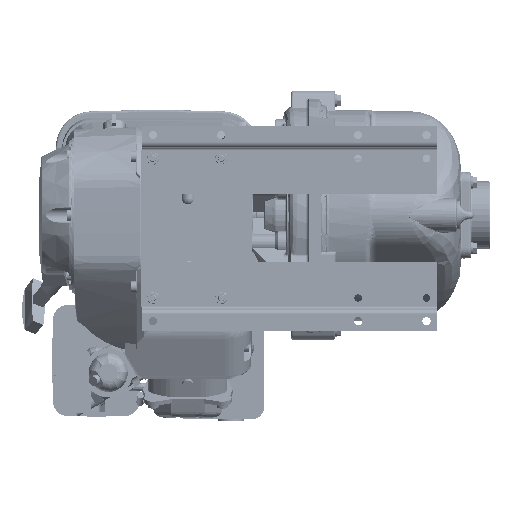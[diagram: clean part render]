
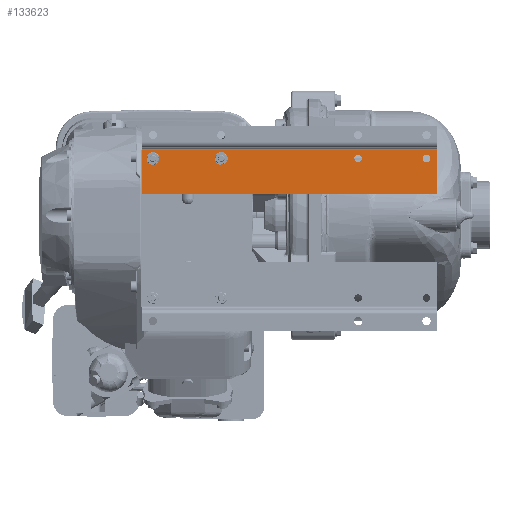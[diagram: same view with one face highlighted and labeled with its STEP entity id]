
A CAD part, front view. The second image highlights one B-rep face of the part: STEP entity #133623.
In plain terms, the highlighted planar face has unit normal (0, -1, 0).
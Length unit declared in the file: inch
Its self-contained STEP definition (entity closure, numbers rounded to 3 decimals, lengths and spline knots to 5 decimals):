
#133182=CARTESIAN_POINT('',(1.67188,0.875,-13.0));
#133183=VERTEX_POINT('',#133182);
#133184=CARTESIAN_POINT('',(1.5,0.875,-13.0));
#133185=DIRECTION('',(0.0,1.0,0.0));
#133186=DIRECTION('',(-1.0,0.0,0.0));
#133187=AXIS2_PLACEMENT_3D('',#133184,#133185,#133186);
#133188=CIRCLE('',#133187,0.17188);
#133189=EDGE_CURVE('',#133183,#133183,#133188,.T.);
#133210=CARTESIAN_POINT('',(1.67188,0.875,-9.875));
#133211=VERTEX_POINT('',#133210);
#133212=CARTESIAN_POINT('',(1.5,0.875,-9.875));
#133213=DIRECTION('',(0.0,1.0,0.0));
#133214=DIRECTION('',(-1.0,0.0,0.0));
#133215=AXIS2_PLACEMENT_3D('',#133212,#133213,#133214);
#133216=CIRCLE('',#133215,0.17188);
#133217=EDGE_CURVE('',#133211,#133211,#133216,.T.);
#133238=CARTESIAN_POINT('',(1.67188,0.875,-3.625));
#133239=VERTEX_POINT('',#133238);
#133240=CARTESIAN_POINT('',(1.5,0.875,-3.625));
#133241=DIRECTION('',(0.0,1.0,0.0));
#133242=DIRECTION('',(-1.0,0.0,0.0));
#133243=AXIS2_PLACEMENT_3D('',#133240,#133241,#133242);
#133244=CIRCLE('',#133243,0.17188);
#133245=EDGE_CURVE('',#133239,#133239,#133244,.T.);
#133266=CARTESIAN_POINT('',(1.67188,0.875,-0.5));
#133267=VERTEX_POINT('',#133266);
#133268=CARTESIAN_POINT('',(1.5,0.875,-0.5));
#133269=DIRECTION('',(0.0,1.0,0.0));
#133270=DIRECTION('',(-1.0,0.0,0.0));
#133271=AXIS2_PLACEMENT_3D('',#133268,#133269,#133270);
#133272=CIRCLE('',#133271,0.17188);
#133273=EDGE_CURVE('',#133267,#133267,#133272,.T.);
#133553=CARTESIAN_POINT('',(1.125,0.875,-13.5));
#133554=VERTEX_POINT('',#133553);
#133562=CARTESIAN_POINT('',(1.125,0.875,0.0));
#133563=VERTEX_POINT('',#133562);
#133564=CARTESIAN_POINT('',(1.125,0.875,0.0));
#133565=DIRECTION('',(0.0,0.0,-1.0));
#133566=VECTOR('',#133565,13.5);
#133567=LINE('',#133564,#133566);
#133568=EDGE_CURVE('',#133563,#133554,#133567,.T.);
#133581=CARTESIAN_POINT('',(1.125,0.875,0.0));
#133582=DIRECTION('',(0.0,-1.0,0.0));
#133583=DIRECTION('',(0.0,0.0,-1.0));
#133584=AXIS2_PLACEMENT_3D('',#133581,#133582,#133583);
#133585=PLANE('',#133584);
#133586=CARTESIAN_POINT('',(3.125,0.875,-13.5));
#133587=VERTEX_POINT('',#133586);
#133588=CARTESIAN_POINT('',(1.125,0.875,-13.5));
#133589=DIRECTION('',(1.0,0.0,0.0));
#133590=VECTOR('',#133589,2.0);
#133591=LINE('',#133588,#133590);
#133592=EDGE_CURVE('',#133554,#133587,#133591,.T.);
#133593=ORIENTED_EDGE('',*,*,#133592,.T.);
#133594=CARTESIAN_POINT('',(3.125,0.875,0.0));
#133595=VERTEX_POINT('',#133594);
#133596=CARTESIAN_POINT('',(3.125,0.875,0.0));
#133597=DIRECTION('',(0.0,0.0,-1.0));
#133598=VECTOR('',#133597,13.5);
#133599=LINE('',#133596,#133598);
#133600=EDGE_CURVE('',#133595,#133587,#133599,.T.);
#133601=ORIENTED_EDGE('',*,*,#133600,.F.);
#133602=CARTESIAN_POINT('',(3.125,0.875,0.0));
#133603=DIRECTION('',(-1.0,0.0,0.0));
#133604=VECTOR('',#133603,2.0);
#133605=LINE('',#133602,#133604);
#133606=EDGE_CURVE('',#133595,#133563,#133605,.T.);
#133607=ORIENTED_EDGE('',*,*,#133606,.T.);
#133608=ORIENTED_EDGE('',*,*,#133568,.T.);
#133609=EDGE_LOOP('',(#133593,#133601,#133607,#133608));
#133610=FACE_OUTER_BOUND('',#133609,.T.);
#133611=ORIENTED_EDGE('',*,*,#133189,.T.);
#133612=EDGE_LOOP('',(#133611));
#133613=FACE_BOUND('',#133612,.T.);
#133614=ORIENTED_EDGE('',*,*,#133217,.T.);
#133615=EDGE_LOOP('',(#133614));
#133616=FACE_BOUND('',#133615,.T.);
#133617=ORIENTED_EDGE('',*,*,#133245,.T.);
#133618=EDGE_LOOP('',(#133617));
#133619=FACE_BOUND('',#133618,.T.);
#133620=ORIENTED_EDGE('',*,*,#133273,.T.);
#133621=EDGE_LOOP('',(#133620));
#133622=FACE_BOUND('',#133621,.T.);
#133623=ADVANCED_FACE('',(#133610,#133613,#133616,#133619,#133622),#133585,.T.);
